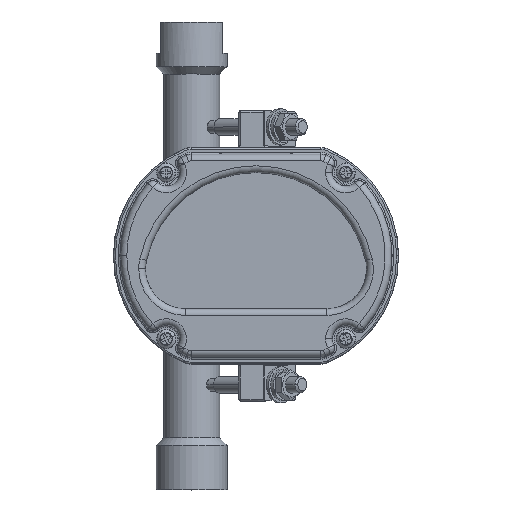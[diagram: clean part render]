
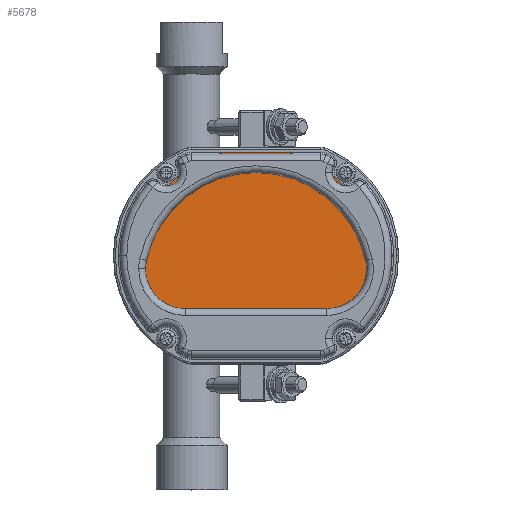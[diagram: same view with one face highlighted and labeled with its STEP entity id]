
A CAD part, top view. The second image highlights one B-rep face of the part: STEP entity #5678.
In plain terms, the highlighted planar face has unit normal (0, 0, 1).
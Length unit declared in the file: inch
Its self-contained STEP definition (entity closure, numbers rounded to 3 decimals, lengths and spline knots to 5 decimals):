
#559 = VECTOR ( 'NONE', #15953, 39.37008 ) ;
#915 = VERTEX_POINT ( 'NONE', #1593 ) ;
#1129 = ORIENTED_EDGE ( 'NONE', *, *, #11446, .T. ) ;
#1419 = DIRECTION ( 'NONE',  ( 0., 0., 1. ) ) ;
#1593 = CARTESIAN_POINT ( 'NONE',  ( 1.25263, -1.55, 0.33 ) ) ;
#2108 = DIRECTION ( 'NONE',  ( 0., 0., 1. ) ) ;
#3859 = DIRECTION ( 'NONE',  ( -1., 0., 0. ) ) ;
#3925 = EDGE_CURVE ( 'NONE', #4394, #5176, #4630, .T. ) ;
#4394 = VERTEX_POINT ( 'NONE', #4885 ) ;
#4399 = CIRCLE ( 'NONE', #8981, 1.05 ) ;
#4630 = CIRCLE ( 'NONE', #15648, 1.05 ) ;
#4820 = DIRECTION ( 'NONE',  ( 0., 0., 1. ) ) ;
#4885 = CARTESIAN_POINT ( 'NONE',  ( -2.2842, -0.30416, 0.33 ) ) ;
#5063 = DIRECTION ( 'NONE',  ( 0., 0., 1. ) ) ;
#5176 = VERTEX_POINT ( 'NONE', #9682 ) ;
#5410 = LINE ( 'NONE', #9951, #559 ) ;
#5433 = EDGE_LOOP ( 'NONE', ( #1129, #10654, #6098, #19082, #7938, #5549 ) ) ;
#5549 = ORIENTED_EDGE ( 'NONE', *, *, #14159, .T. ) ;
#5678 = ADVANCED_FACE ( 'NONE', ( #17907 ), #8939, .T. ) ;
#5708 = DIRECTION ( 'NONE',  ( 0., 0., 1. ) ) ;
#6098 = ORIENTED_EDGE ( 'NONE', *, *, #15401, .T. ) ;
#6154 = AXIS2_PLACEMENT_3D ( 'NONE', #17094, #2108, #8143 ) ;
#6774 = VERTEX_POINT ( 'NONE', #16065 ) ;
#6804 = VERTEX_POINT ( 'NONE', #17741 ) ;
#7448 = DIRECTION ( 'NONE',  ( -1., 0., 0. ) ) ;
#7938 = ORIENTED_EDGE ( 'NONE', *, *, #10787, .T. ) ;
#8143 = DIRECTION ( 'NONE',  ( 1., 0., 0. ) ) ;
#8939 = PLANE ( 'NONE',  #16607 ) ;
#8981 = AXIS2_PLACEMENT_3D ( 'NONE', #19226, #5708, #11741 ) ;
#9682 = CARTESIAN_POINT ( 'NONE',  ( -1.25263, -1.55, 0.33 ) ) ;
#9762 = CARTESIAN_POINT ( 'NONE',  ( 2.2842, -0.30416, 0.33 ) ) ;
#9788 = VERTEX_POINT ( 'NONE', #9762 ) ;
#9951 = CARTESIAN_POINT ( 'NONE',  ( 0., -1.55, 0.33 ) ) ;
#10654 = ORIENTED_EDGE ( 'NONE', *, *, #16049, .T. ) ;
#10787 = EDGE_CURVE ( 'NONE', #5176, #915, #5410, .T. ) ;
#10839 = DIRECTION ( 'NONE',  ( 1., 0., 0. ) ) ;
#11088 = DIRECTION ( 'NONE',  ( 1., 0., 0. ) ) ;
#11360 = LINE ( 'NONE', #17373, #15298 ) ;
#11446 = EDGE_CURVE ( 'NONE', #9788, #6774, #19126, .T. ) ;
#11741 = DIRECTION ( 'NONE',  ( 1., 0., 0. ) ) ;
#13149 = AXIS2_PLACEMENT_3D ( 'NONE', #18576, #5063, #11088 ) ;
#14159 = EDGE_CURVE ( 'NONE', #915, #9788, #4399, .T. ) ;
#14671 = CIRCLE ( 'NONE', #6154, 2.325 ) ;
#14933 = CARTESIAN_POINT ( 'NONE',  ( 0., -0.7378, 0.33 ) ) ;
#15298 = VECTOR ( 'NONE', #3859, 39.37008 ) ;
#15401 = EDGE_CURVE ( 'NONE', #6804, #4394, #14671, .T. ) ;
#15648 = AXIS2_PLACEMENT_3D ( 'NONE', #18330, #4820, #10839 ) ;
#15953 = DIRECTION ( 'NONE',  ( 1., 0., 0. ) ) ;
#16049 = EDGE_CURVE ( 'NONE', #6774, #6804, #11360, .T. ) ;
#16065 = CARTESIAN_POINT ( 'NONE',  ( 0.63077, 1.5, 0.33 ) ) ;
#16607 = AXIS2_PLACEMENT_3D ( 'NONE', #14933, #1419, #7448 ) ;
#17094 = CARTESIAN_POINT ( 'NONE',  ( 0., -0.7378, 0.33 ) ) ;
#17373 = CARTESIAN_POINT ( 'NONE',  ( 0., 1.5, 0.33 ) ) ;
#17741 = CARTESIAN_POINT ( 'NONE',  ( -0.63077, 1.5, 0.33 ) ) ;
#17907 = FACE_OUTER_BOUND ( 'NONE', #5433, .T. ) ;
#18330 = CARTESIAN_POINT ( 'NONE',  ( -1.25263, -0.5, 0.33 ) ) ;
#18576 = CARTESIAN_POINT ( 'NONE',  ( 0., -0.7378, 0.33 ) ) ;
#19082 = ORIENTED_EDGE ( 'NONE', *, *, #3925, .T. ) ;
#19126 = CIRCLE ( 'NONE', #13149, 2.325 ) ;
#19226 = CARTESIAN_POINT ( 'NONE',  ( 1.25263, -0.5, 0.33 ) ) ;
